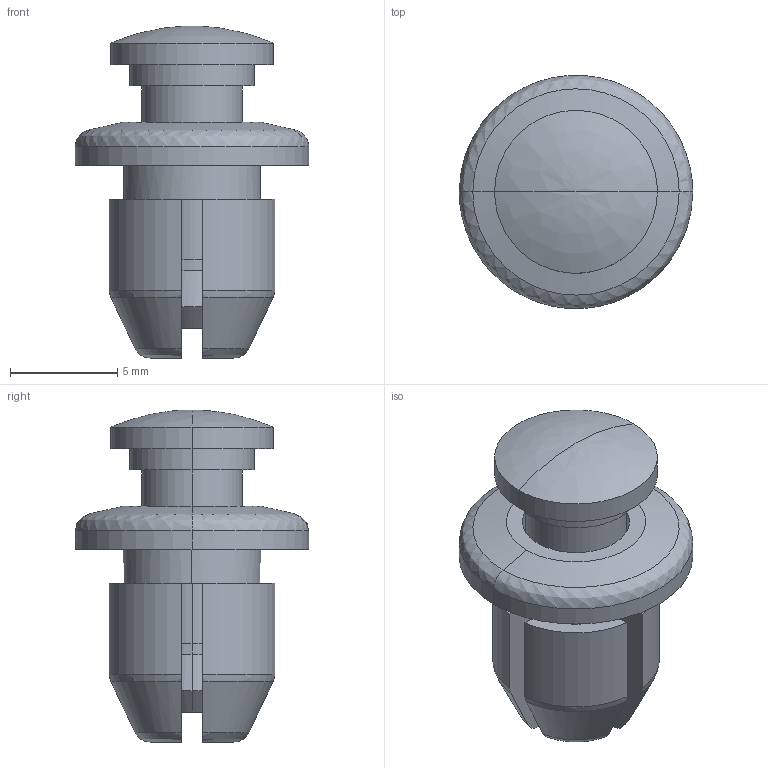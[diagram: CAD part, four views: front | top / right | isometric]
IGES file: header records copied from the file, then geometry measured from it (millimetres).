
Start section: ------------------------------------------------------------------------
Global section: file name: PC006.12380.TL_H322_2_1_002_3902.igs; native system: spGate; preprocessor: ver18.9.1 (****-****-****-****); author: Unknown; organization: Unknown; date: 220930.184411; units: millimetre
Bounding box: 10.9 x 10.88 x 15.5 mm (x, y, z)
Volume: 539.9 mm3; surface area: 891.5 mm2
Topology: 2 solids, 2 shells, 79 faces, 196 edges, 123 vertices
Faces by surface type: bspline 79
